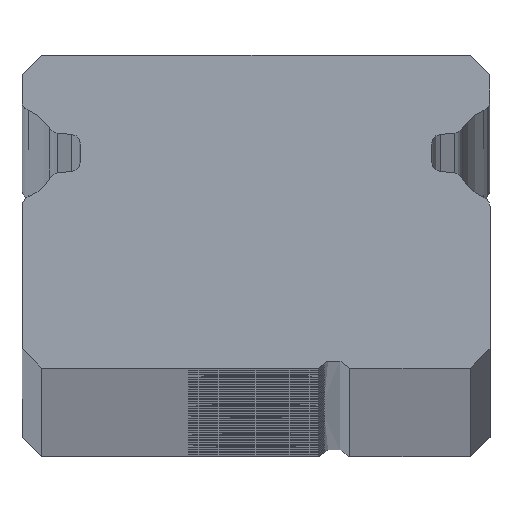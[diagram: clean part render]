
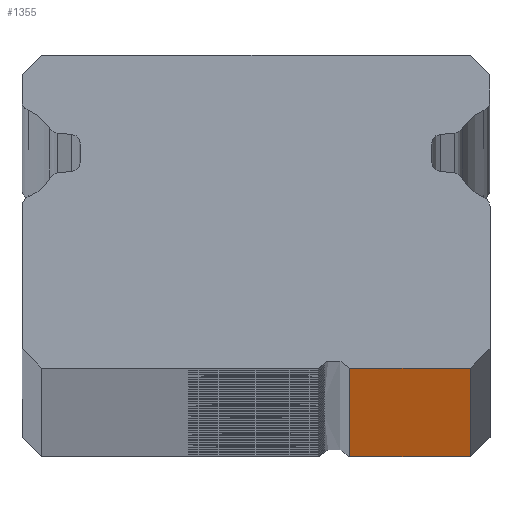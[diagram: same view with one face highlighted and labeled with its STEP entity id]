
A CAD part, top view. The second image highlights one B-rep face of the part: STEP entity #1355.
In plain terms, the highlighted planar face has unit normal (0, -1, 0).
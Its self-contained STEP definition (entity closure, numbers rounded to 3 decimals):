
#29 = ORIENTED_EDGE ( 'NONE', *, *, #7663, .F. ) ;
#255 = VERTEX_POINT ( 'NONE', #4747 ) ;
#337 = DIRECTION ( 'NONE',  ( 0., 1., 0. ) ) ;
#553 = ORIENTED_EDGE ( 'NONE', *, *, #8500, .T. ) ;
#1054 = VERTEX_POINT ( 'NONE', #9992 ) ;
#1355 = ADVANCED_FACE ( 'NONE', ( #8503 ), #8848, .F. ) ;
#2803 = ORIENTED_EDGE ( 'NONE', *, *, #7767, .F. ) ;
#2932 = CARTESIAN_POINT ( 'NONE',  ( 2.393, -5.5, -650. ) ) ;
#3505 = AXIS2_PLACEMENT_3D ( 'NONE', #7968, #337, #7077 ) ;
#3549 = ORIENTED_EDGE ( 'NONE', *, *, #5658, .T. ) ;
#3583 = VECTOR ( 'NONE', #4682, 1000. ) ;
#4111 = LINE ( 'NONE', #2932, #3583 ) ;
#4252 = VECTOR ( 'NONE', #4973, 1000. ) ;
#4682 = DIRECTION ( 'NONE',  ( 1., 0., 0. ) ) ;
#4747 = CARTESIAN_POINT ( 'NONE',  ( 5.484, -5.5, 650. ) ) ;
#4885 = EDGE_LOOP ( 'NONE', ( #553, #29, #2803, #3549 ) ) ;
#4973 = DIRECTION ( 'NONE',  ( 0., 0., -1. ) ) ;
#5658 = EDGE_CURVE ( 'NONE', #10368, #1054, #7330, .T. ) ;
#6541 = DIRECTION ( 'NONE',  ( 0., 0., -1. ) ) ;
#6802 = VECTOR ( 'NONE', #6541, 1000. ) ;
#6915 = DIRECTION ( 'NONE',  ( 1., 0., 0. ) ) ;
#7077 = DIRECTION ( 'NONE',  ( 0., 0., 1. ) ) ;
#7330 = LINE ( 'NONE', #7495, #6802 ) ;
#7445 = LINE ( 'NONE', #10213, #4252 ) ;
#7495 = CARTESIAN_POINT ( 'NONE',  ( 2.393, -5.5, 650. ) ) ;
#7663 = EDGE_CURVE ( 'NONE', #255, #8013, #7445, .T. ) ;
#7767 = EDGE_CURVE ( 'NONE', #10368, #255, #9027, .T. ) ;
#7968 = CARTESIAN_POINT ( 'NONE',  ( 2.393, -5.5, 650. ) ) ;
#8013 = VERTEX_POINT ( 'NONE', #9894 ) ;
#8401 = CARTESIAN_POINT ( 'NONE',  ( 2.393, -5.5, 650. ) ) ;
#8500 = EDGE_CURVE ( 'NONE', #1054, #8013, #4111, .T. ) ;
#8503 = FACE_OUTER_BOUND ( 'NONE', #4885, .T. ) ;
#8848 = PLANE ( 'NONE',  #3505 ) ;
#9027 = LINE ( 'NONE', #9486, #10354 ) ;
#9486 = CARTESIAN_POINT ( 'NONE',  ( 2.393, -5.5, 650. ) ) ;
#9894 = CARTESIAN_POINT ( 'NONE',  ( 5.484, -5.5, -650. ) ) ;
#9992 = CARTESIAN_POINT ( 'NONE',  ( 2.393, -5.5, -650. ) ) ;
#10213 = CARTESIAN_POINT ( 'NONE',  ( 5.484, -5.5, 650. ) ) ;
#10354 = VECTOR ( 'NONE', #6915, 1000. ) ;
#10368 = VERTEX_POINT ( 'NONE', #8401 ) ;
